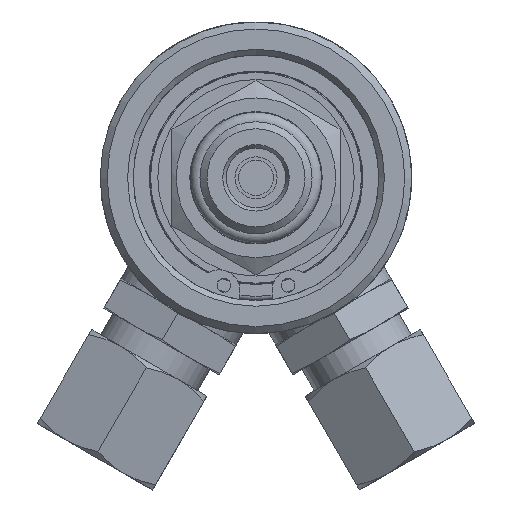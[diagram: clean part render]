
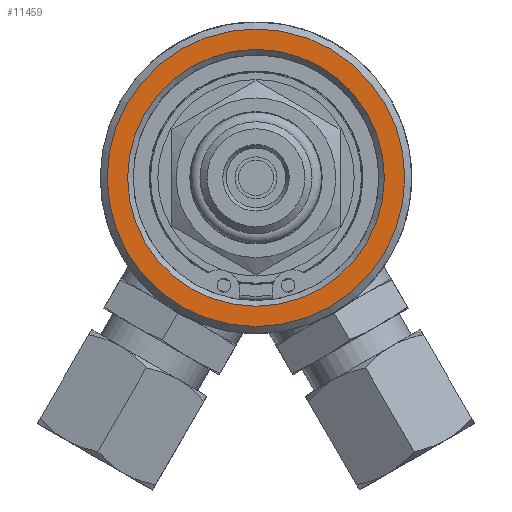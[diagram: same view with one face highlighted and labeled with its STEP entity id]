
A CAD part, left-side view. The second image highlights one B-rep face of the part: STEP entity #11459.
In plain terms, the highlighted planar face has unit normal (-1, 0, 0).
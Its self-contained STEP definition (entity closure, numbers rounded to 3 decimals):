
#2171=FACE_BOUND('',#3792,.T.);
#2372=CIRCLE('',#12278,18.34);
#2373=CIRCLE('',#12280,21.25);
#2771=PLANE('',#12279);
#3102=FACE_OUTER_BOUND('',#3791,.T.);
#3791=EDGE_LOOP('',(#8070));
#3792=EDGE_LOOP('',(#8071));
#4979=VERTEX_POINT('',#16703);
#4980=VERTEX_POINT('',#16707);
#6190=EDGE_CURVE('',#4979,#4979,#2372,.T.);
#6191=EDGE_CURVE('',#4980,#4980,#2373,.T.);
#8070=ORIENTED_EDGE('',*,*,#6191,.F.);
#8071=ORIENTED_EDGE('',*,*,#6190,.F.);
#11459=ADVANCED_FACE('',(#3102,#2171),#2771,.T.);
#12278=AXIS2_PLACEMENT_3D('',#16705,#13607,#13608);
#12279=AXIS2_PLACEMENT_3D('',#16706,#13609,#13610);
#12280=AXIS2_PLACEMENT_3D('',#16708,#13611,#13612);
#13607=DIRECTION('center_axis',(-1.,0.,0.));
#13608=DIRECTION('ref_axis',(0.,0.,-1.));
#13609=DIRECTION('center_axis',(-1.,0.,0.));
#13610=DIRECTION('ref_axis',(0.,0.,1.));
#13611=DIRECTION('center_axis',(1.,0.,0.));
#13612=DIRECTION('ref_axis',(0.,-1.,0.));
#16703=CARTESIAN_POINT('',(29.8,0.,18.34));
#16705=CARTESIAN_POINT('Origin',(29.8,0.,0.));
#16706=CARTESIAN_POINT('Origin',(29.8,0.,0.));
#16707=CARTESIAN_POINT('',(29.8,21.25,0.));
#16708=CARTESIAN_POINT('Origin',(29.8,0.,0.));
